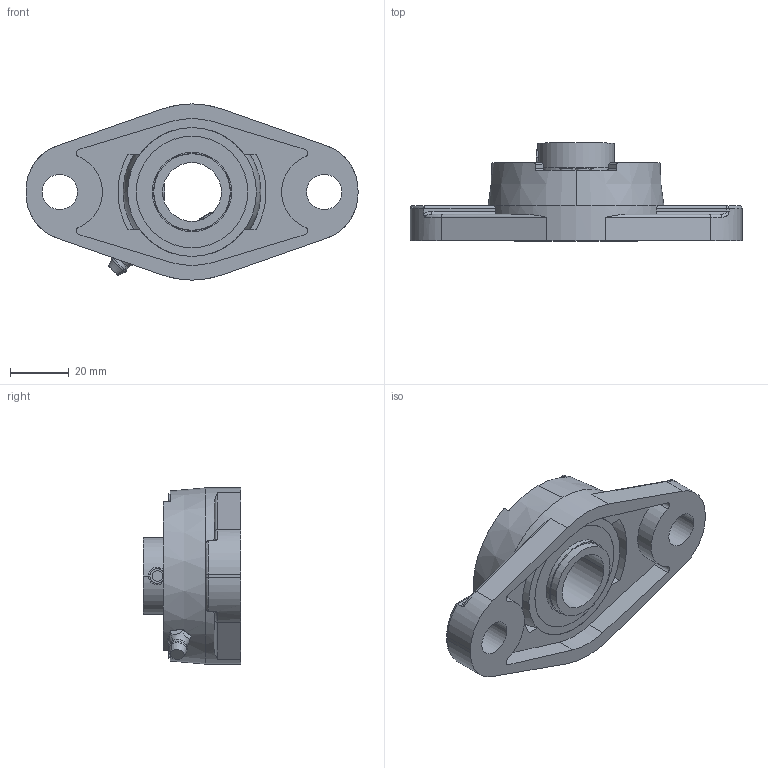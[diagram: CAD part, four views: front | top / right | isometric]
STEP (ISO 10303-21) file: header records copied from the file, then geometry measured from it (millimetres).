
FILE_DESCRIPTION((''),'2;1');
FILE_NAME('UCFL204ISB_ASM','2016-04-20T',('giuseppe.caruso'),(''),'CREO PARAMETRIC BY PTC INC, 2014500','CREO PARAMETRIC BY PTC INC, 2014500','');
FILE_SCHEMA(('CONFIG_CONTROL_DESIGN'));
Length unit declared in the file: millimetre
Products named in the file (4): FL204; UC204; M6X1; UCFL204ISB_ASM
Assembly tree (3 placements, depth 2):
  UCFL204ISB_ASM
    FL204
    UC204
    M6X1
Bounding box: 113 x 33.3 x 60 mm (x, y, z)
Volume: 57680.6 mm3; surface area: 38506.1 mm2
Topology: 26 solids, 30 shells, 874 faces, 2280 edges, 1474 vertices
Faces by surface type: plane 592, cylinder 170, bspline 36, cone 34, sphere 22, torus 20
Entity records: 28258 total; most frequent: CARTESIAN_POINT 6762, ORIENTED_EDGE 4478, DIRECTION 4282, EDGE_CURVE 2248, VECTOR 1656, LINE 1656, VERTEX_POINT 1474, AXIS2_PLACEMENT_3D 1313
